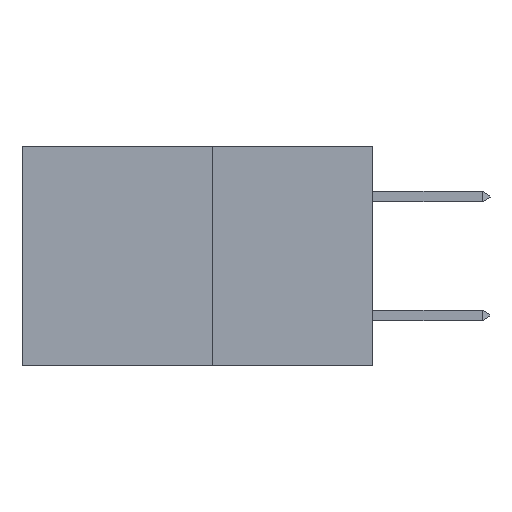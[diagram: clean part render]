
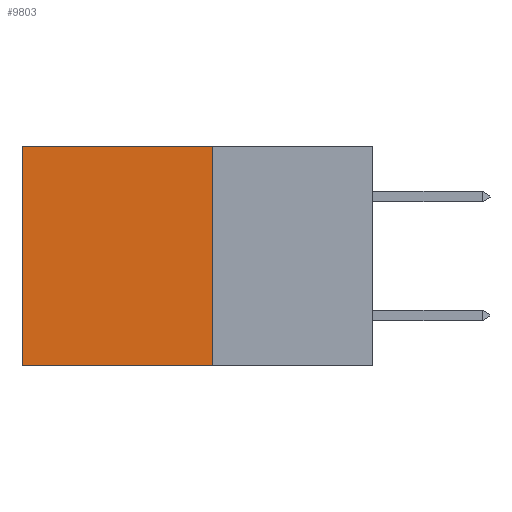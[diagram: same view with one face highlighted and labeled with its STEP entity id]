
A CAD part, left-side view. The second image highlights one B-rep face of the part: STEP entity #9803.
In plain terms, the highlighted planar face has unit normal (-1, 0, 0).
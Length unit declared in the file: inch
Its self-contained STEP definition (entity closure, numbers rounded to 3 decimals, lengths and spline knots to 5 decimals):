
#76 = ORIENTED_EDGE ( 'NONE', *, *, #18474, .T. ) ;
#204 = ORIENTED_EDGE ( 'NONE', *, *, #10705, .F. ) ;
#352 = DIRECTION ( 'NONE',  ( 0., 1., 0. ) ) ;
#822 = VECTOR ( 'NONE', #18196, 39.37008 ) ;
#1655 = VERTEX_POINT ( 'NONE', #16529 ) ;
#1854 = CARTESIAN_POINT ( 'NONE',  ( 0.277, 0.59, -0.37 ) ) ;
#2551 = DIRECTION ( 'NONE',  ( 1., 0., 0. ) ) ;
#3600 = ORIENTED_EDGE ( 'NONE', *, *, #11918, .T. ) ;
#4323 = CARTESIAN_POINT ( 'NONE',  ( 0.277, 0.59, -0.37 ) ) ;
#4621 = CARTESIAN_POINT ( 'NONE',  ( 0.277, 0.27, 0. ) ) ;
#4986 = CARTESIAN_POINT ( 'NONE',  ( 0.277, 0.27, -0.37 ) ) ;
#5549 = CARTESIAN_POINT ( 'NONE',  ( 0.277, 0.27, -0.37 ) ) ;
#6094 = DIRECTION ( 'NONE',  ( 0., 1., 0. ) ) ;
#6379 = LINE ( 'NONE', #4621, #10954 ) ;
#7037 = CARTESIAN_POINT ( 'NONE',  ( 0.277, 0.59, 0. ) ) ;
#7805 = LINE ( 'NONE', #4986, #15664 ) ;
#8346 = ORIENTED_EDGE ( 'NONE', *, *, #12708, .F. ) ;
#9803 = ADVANCED_FACE ( 'NONE', ( #13389 ), #11659, .F. ) ;
#10705 = EDGE_CURVE ( 'NONE', #1655, #17300, #14251, .T. ) ;
#10835 = AXIS2_PLACEMENT_3D ( 'NONE', #5549, #2551, #13104 ) ;
#10954 = VECTOR ( 'NONE', #6094, 39.37008 ) ;
#10962 = CARTESIAN_POINT ( 'NONE',  ( 0.277, 0.27, -0.37 ) ) ;
#11453 = CARTESIAN_POINT ( 'NONE',  ( 0.277, 0.27, -0.37 ) ) ;
#11659 = PLANE ( 'NONE',  #10835 ) ;
#11918 = EDGE_CURVE ( 'NONE', #1655, #13747, #6379, .T. ) ;
#12413 = VERTEX_POINT ( 'NONE', #4323 ) ;
#12708 = EDGE_CURVE ( 'NONE', #17300, #12413, #7805, .T. ) ;
#13104 = DIRECTION ( 'NONE',  ( 0., 0., -1. ) ) ;
#13357 = VECTOR ( 'NONE', #13881, 39.37008 ) ;
#13389 = FACE_OUTER_BOUND ( 'NONE', #14824, .T. ) ;
#13747 = VERTEX_POINT ( 'NONE', #7037 ) ;
#13881 = DIRECTION ( 'NONE',  ( 0., 0., -1. ) ) ;
#14251 = LINE ( 'NONE', #10962, #13357 ) ;
#14824 = EDGE_LOOP ( 'NONE', ( #76, #8346, #204, #3600 ) ) ;
#15664 = VECTOR ( 'NONE', #352, 39.37008 ) ;
#16346 = LINE ( 'NONE', #1854, #822 ) ;
#16529 = CARTESIAN_POINT ( 'NONE',  ( 0.277, 0.27, 0. ) ) ;
#17300 = VERTEX_POINT ( 'NONE', #11453 ) ;
#18196 = DIRECTION ( 'NONE',  ( 0., 0., -1. ) ) ;
#18474 = EDGE_CURVE ( 'NONE', #13747, #12413, #16346, .T. ) ;
